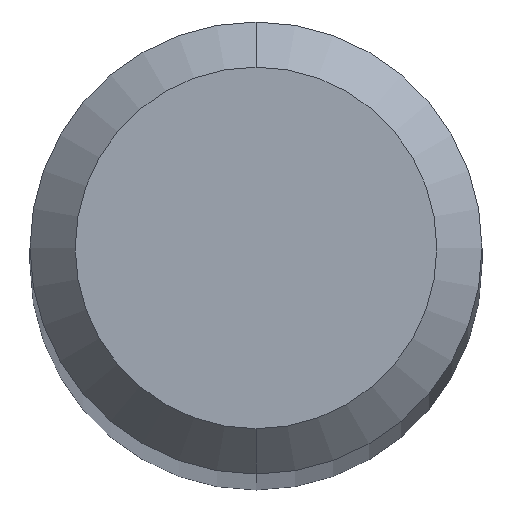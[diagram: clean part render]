
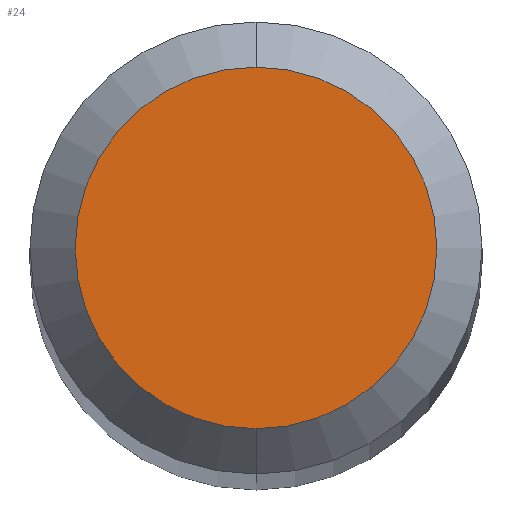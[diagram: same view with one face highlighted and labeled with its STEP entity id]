
A CAD part, top view. The second image highlights one B-rep face of the part: STEP entity #24.
In plain terms, the highlighted planar face has unit normal (0, 0, 1).
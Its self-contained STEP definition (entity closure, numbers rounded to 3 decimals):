
#1 = PLANE ( 'NONE',  #12 ) ;
#9 = AXIS2_PLACEMENT_3D ( 'NONE', #60, #182, #195 ) ;
#12 = AXIS2_PLACEMENT_3D ( 'NONE', #94, #112, #181 ) ;
#13 = CIRCLE ( 'NONE', #9, 1.565 ) ;
#24 = ADVANCED_FACE ( 'NONE', ( #109 ), #1, .F. ) ;
#26 = AXIS2_PLACEMENT_3D ( 'NONE', #76, #92, #214 ) ;
#38 = EDGE_LOOP ( 'NONE', ( #69, #190 ) ) ;
#49 = CIRCLE ( 'NONE', #26, 1.565 ) ;
#55 = EDGE_CURVE ( 'NONE', #155, #209, #13, .T. ) ;
#60 = CARTESIAN_POINT ( 'NONE',  ( 0., 0., 0. ) ) ;
#69 = ORIENTED_EDGE ( 'NONE', *, *, #55, .T. ) ;
#76 = CARTESIAN_POINT ( 'NONE',  ( 0., 0., 0. ) ) ;
#92 = DIRECTION ( 'NONE',  ( 0., 0., 1. ) ) ;
#94 = CARTESIAN_POINT ( 'NONE',  ( 0., 1.956, 0. ) ) ;
#99 = CARTESIAN_POINT ( 'NONE',  ( 0., 1.565, 0. ) ) ;
#108 = EDGE_CURVE ( 'NONE', #209, #155, #49, .T. ) ;
#109 = FACE_OUTER_BOUND ( 'NONE', #38, .T. ) ;
#112 = DIRECTION ( 'NONE',  ( 0., 0., -1. ) ) ;
#155 = VERTEX_POINT ( 'NONE', #99 ) ;
#181 = DIRECTION ( 'NONE',  ( 0., 1., 0. ) ) ;
#182 = DIRECTION ( 'NONE',  ( 0., 0., 1. ) ) ;
#190 = ORIENTED_EDGE ( 'NONE', *, *, #108, .T. ) ;
#195 = DIRECTION ( 'NONE',  ( 0., 1., 0. ) ) ;
#201 = CARTESIAN_POINT ( 'NONE',  ( 0., -1.565, 0. ) ) ;
#209 = VERTEX_POINT ( 'NONE', #201 ) ;
#214 = DIRECTION ( 'NONE',  ( 0., 1., 0. ) ) ;
